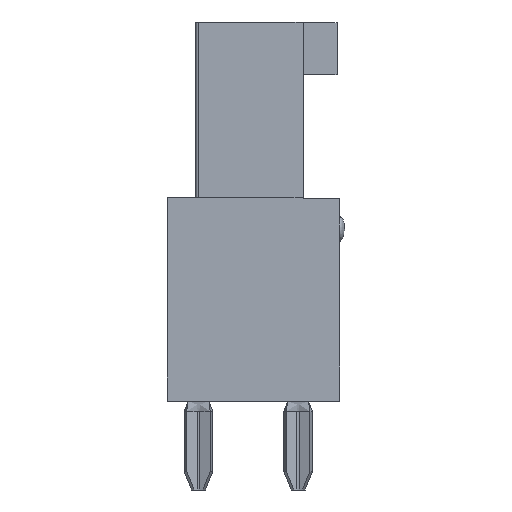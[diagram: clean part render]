
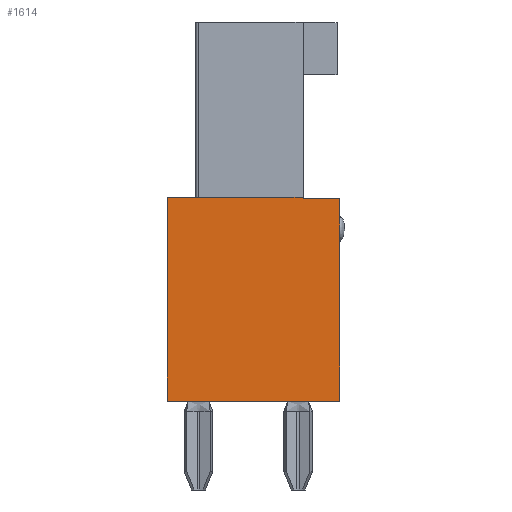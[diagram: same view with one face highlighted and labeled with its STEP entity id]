
A CAD part, left-side view. The second image highlights one B-rep face of the part: STEP entity #1614.
In plain terms, the highlighted planar face has unit normal (-1, 0, 0).
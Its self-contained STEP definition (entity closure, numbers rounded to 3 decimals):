
#1614 = ADVANCED_FACE( '', ( #3507 ), #3508, .F. );
#3507 = FACE_OUTER_BOUND( '', #5760, .T. );
#3508 = PLANE( '', #5761 );
#5760 = EDGE_LOOP( '', ( #10724, #10725, #10726, #10727, #10728, #10729, #10730, #10731, #10732, #10733, #10734, #10735 ) );
#5761 = AXIS2_PLACEMENT_3D( '', #10736, #10737, #10738 );
#10724 = ORIENTED_EDGE( '', *, *, #14445, .F. );
#10725 = ORIENTED_EDGE( '', *, *, #15463, .T. );
#10726 = ORIENTED_EDGE( '', *, *, #15464, .F. );
#10727 = ORIENTED_EDGE( '', *, *, #13493, .T. );
#10728 = ORIENTED_EDGE( '', *, *, #15199, .F. );
#10729 = ORIENTED_EDGE( '', *, *, #14953, .F. );
#10730 = ORIENTED_EDGE( '', *, *, #15283, .F. );
#10731 = ORIENTED_EDGE( '', *, *, #13732, .F. );
#10732 = ORIENTED_EDGE( '', *, *, #15444, .F. );
#10733 = ORIENTED_EDGE( '', *, *, #14205, .F. );
#10734 = ORIENTED_EDGE( '', *, *, #13700, .F. );
#10735 = ORIENTED_EDGE( '', *, *, #15110, .F. );
#10736 = CARTESIAN_POINT( '', ( -15.635, 0., 0. ) );
#10737 = DIRECTION( '', ( 1., 0., 0. ) );
#10738 = DIRECTION( '', ( 0., 0., -1. ) );
#13493 = EDGE_CURVE( '', #16195, #16196, #16197, .F. );
#13700 = EDGE_CURVE( '', #16576, #16578, #16579, .T. );
#13732 = EDGE_CURVE( '', #16633, #16624, #16635, .T. );
#14205 = EDGE_CURVE( '', #16578, #17447, #17448, .T. );
#14445 = EDGE_CURVE( '', #17837, #17839, #17840, .T. );
#14953 = EDGE_CURVE( '', #18600, #18601, #18602, .T. );
#15110 = EDGE_CURVE( '', #17839, #16576, #18836, .T. );
#15199 = EDGE_CURVE( '', #18601, #16196, #18961, .T. );
#15283 = EDGE_CURVE( '', #16624, #18600, #19069, .T. );
#15444 = EDGE_CURVE( '', #17447, #16633, #19285, .T. );
#15463 = EDGE_CURVE( '', #17837, #19308, #19309, .F. );
#15464 = EDGE_CURVE( '', #16195, #19308, #19310, .T. );
#16195 = VERTEX_POINT( '', #20177 );
#16196 = VERTEX_POINT( '', #20178 );
#16197 = CIRCLE( '', #20179, 0.02 );
#16576 = VERTEX_POINT( '', #20722 );
#16578 = VERTEX_POINT( '', #20725 );
#16579 = LINE( '', #20726, #20727 );
#16624 = VERTEX_POINT( '', #20792 );
#16633 = VERTEX_POINT( '', #20805 );
#16635 = LINE( '', #20808, #20809 );
#17447 = VERTEX_POINT( '', #21983 );
#17448 = LINE( '', #21984, #21985 );
#17837 = VERTEX_POINT( '', #22548 );
#17839 = VERTEX_POINT( '', #22551 );
#17840 = LINE( '', #22552, #22553 );
#18600 = VERTEX_POINT( '', #23649 );
#18601 = VERTEX_POINT( '', #23650 );
#18602 = LINE( '', #23651, #23652 );
#18836 = LINE( '', #24011, #24012 );
#18961 = LINE( '', #24199, #24200 );
#19069 = LINE( '', #24359, #24360 );
#19285 = LINE( '', #24685, #24686 );
#19308 = VERTEX_POINT( '', #24720 );
#19309 = CIRCLE( '', #24721, 0.02 );
#19310 = LINE( '', #24722, #24723 );
#20177 = CARTESIAN_POINT( '', ( -15.635, -3.33, 2.23 ) );
#20178 = CARTESIAN_POINT( '', ( -15.635, -3.31, 2.25 ) );
#20179 = AXIS2_PLACEMENT_3D( '', #25715, #25716, #25717 );
#20722 = CARTESIAN_POINT( '', ( -15.635, -3.3, -3.9 ) );
#20725 = CARTESIAN_POINT( '', ( -15.635, 3.3, -3.9 ) );
#20726 = CARTESIAN_POINT( '', ( -15.635, -3.3, -3.9 ) );
#20727 = VECTOR( '', #25934, 1000. );
#20792 = CARTESIAN_POINT( '', ( -15.635, -1.9, 3.85 ) );
#20805 = CARTESIAN_POINT( '', ( -15.635, -1.9, 3.9 ) );
#20808 = CARTESIAN_POINT( '', ( -15.635, -1.9, 0. ) );
#20809 = VECTOR( '', #25963, 1000. );
#21983 = CARTESIAN_POINT( '', ( -15.635, 3.3, 3.9 ) );
#21984 = CARTESIAN_POINT( '', ( -15.635, 3.3, -3.9 ) );
#21985 = VECTOR( '', #26428, 1000. );
#22548 = CARTESIAN_POINT( '', ( -15.635, -3.31, 2.2 ) );
#22551 = CARTESIAN_POINT( '', ( -15.635, -3.3, 2.2 ) );
#22552 = CARTESIAN_POINT( '', ( -15.635, -3.33, 2.2 ) );
#22553 = VECTOR( '', #26654, 1000. );
#23649 = CARTESIAN_POINT( '', ( -15.635, -3.3, 3.85 ) );
#23650 = CARTESIAN_POINT( '', ( -15.635, -3.3, 2.25 ) );
#23651 = CARTESIAN_POINT( '', ( -15.635, -3.3, 3.9 ) );
#23652 = VECTOR( '', #27159, 1000. );
#24011 = CARTESIAN_POINT( '', ( -15.635, -3.3, 3.9 ) );
#24012 = VECTOR( '', #27305, 1000. );
#24199 = CARTESIAN_POINT( '', ( -15.635, -3.3, 2.25 ) );
#24200 = VECTOR( '', #27380, 1000. );
#24359 = CARTESIAN_POINT( '', ( -15.635, 0., 3.85 ) );
#24360 = VECTOR( '', #27462, 1000. );
#24685 = CARTESIAN_POINT( '', ( -15.635, 3.3, 3.9 ) );
#24686 = VECTOR( '', #27582, 1000. );
#24720 = CARTESIAN_POINT( '', ( -15.635, -3.33, 2.22 ) );
#24721 = AXIS2_PLACEMENT_3D( '', #27597, #27598, #27599 );
#24722 = CARTESIAN_POINT( '', ( -15.635, -3.33, 2.25 ) );
#24723 = VECTOR( '', #27600, 1000. );
#25715 = CARTESIAN_POINT( '', ( -15.635, -3.31, 2.23 ) );
#25716 = DIRECTION( '', ( 1., 0., 0. ) );
#25717 = DIRECTION( '', ( 0., 0., -1. ) );
#25934 = DIRECTION( '', ( 0., 1., 0. ) );
#25963 = DIRECTION( '', ( 0., 0., -1. ) );
#26428 = DIRECTION( '', ( 0., 0., 1. ) );
#26654 = DIRECTION( '', ( 0., 1., 0. ) );
#27159 = DIRECTION( '', ( 0., 0., -1. ) );
#27305 = DIRECTION( '', ( 0., 0., -1. ) );
#27380 = DIRECTION( '', ( 0., -1., 0. ) );
#27462 = DIRECTION( '', ( 0., -1., 0. ) );
#27582 = DIRECTION( '', ( 0., -1., 0. ) );
#27597 = CARTESIAN_POINT( '', ( -15.635, -3.31, 2.22 ) );
#27598 = DIRECTION( '', ( 1., 0., 0. ) );
#27599 = DIRECTION( '', ( 0., 0., -1. ) );
#27600 = DIRECTION( '', ( 0., 0., -1. ) );
